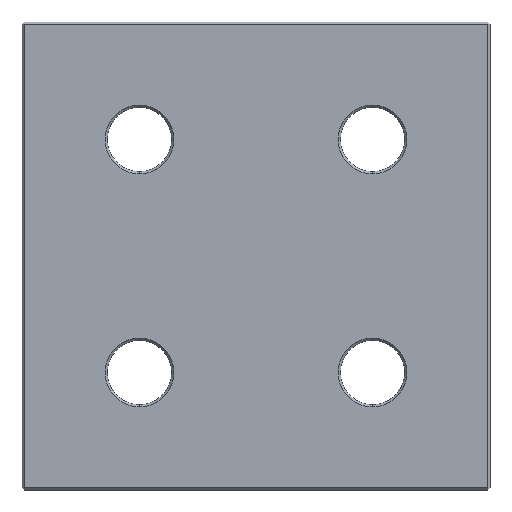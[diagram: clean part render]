
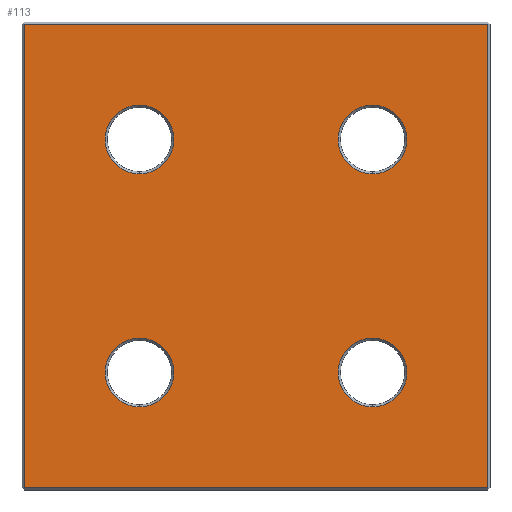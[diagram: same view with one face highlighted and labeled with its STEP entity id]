
A CAD part, front view. The second image highlights one B-rep face of the part: STEP entity #113.
In plain terms, the highlighted planar face has unit normal (0, -1, 0).
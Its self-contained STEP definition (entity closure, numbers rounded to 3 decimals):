
#9 = CIRCLE ( 'NONE', #304, 3.75 ) ;
#23 = VERTEX_POINT ( 'NONE', #931 ) ;
#26 = CIRCLE ( 'NONE', #892, 3.75 ) ;
#32 = CARTESIAN_POINT ( 'NONE',  ( 12.7, 0., -12.7 ) ) ;
#33 = EDGE_CURVE ( 'NONE', #359, #1110, #1136, .T. ) ;
#58 = CARTESIAN_POINT ( 'NONE',  ( -12.7, 0., 12.7 ) ) ;
#68 = EDGE_CURVE ( 'NONE', #351, #1106, #26, .T. ) ;
#78 = AXIS2_PLACEMENT_3D ( 'NONE', #32, #1204, #273 ) ;
#93 = DIRECTION ( 'NONE',  ( 0., 1., 0. ) ) ;
#104 = VERTEX_POINT ( 'NONE', #1362 ) ;
#111 = CARTESIAN_POINT ( 'NONE',  ( -25.25, 0., 25.5 ) ) ;
#113 = ADVANCED_FACE ( 'NONE', ( #737, #761, #1051, #214, #545 ), #558, .F. ) ;
#149 = EDGE_CURVE ( 'NONE', #1144, #1184, #1168, .T. ) ;
#166 = CIRCLE ( 'NONE', #537, 3.75 ) ;
#185 = ORIENTED_EDGE ( 'NONE', *, *, #603, .T. ) ;
#214 = FACE_BOUND ( 'NONE', #783, .T. ) ;
#216 = CIRCLE ( 'NONE', #984, 3.75 ) ;
#220 = EDGE_CURVE ( 'NONE', #866, #988, #845, .T. ) ;
#221 = CARTESIAN_POINT ( 'NONE',  ( -25.5, 0., 25.5 ) ) ;
#230 = CARTESIAN_POINT ( 'NONE',  ( 25.25, 0., -25.25 ) ) ;
#233 = DIRECTION ( 'NONE',  ( -1., 0., 0. ) ) ;
#273 = DIRECTION ( 'NONE',  ( 0., 0., 1. ) ) ;
#274 = EDGE_LOOP ( 'NONE', ( #185, #516 ) ) ;
#295 = EDGE_CURVE ( 'NONE', #988, #1144, #390, .T. ) ;
#304 = AXIS2_PLACEMENT_3D ( 'NONE', #902, #375, #608 ) ;
#311 = CARTESIAN_POINT ( 'NONE',  ( -12.7, 0., 8.95 ) ) ;
#329 = CARTESIAN_POINT ( 'NONE',  ( 12.7, 0., 12.7 ) ) ;
#335 = ORIENTED_EDGE ( 'NONE', *, *, #33, .T. ) ;
#351 = VERTEX_POINT ( 'NONE', #740 ) ;
#357 = ORIENTED_EDGE ( 'NONE', *, *, #295, .T. ) ;
#359 = VERTEX_POINT ( 'NONE', #311 ) ;
#375 = DIRECTION ( 'NONE',  ( 0., 1., 0. ) ) ;
#390 = LINE ( 'NONE', #689, #830 ) ;
#400 = DIRECTION ( 'NONE',  ( 0., 1., 0. ) ) ;
#406 = DIRECTION ( 'NONE',  ( 0., 0., 1. ) ) ;
#425 = ORIENTED_EDGE ( 'NONE', *, *, #1315, .T. ) ;
#440 = AXIS2_PLACEMENT_3D ( 'NONE', #329, #1067, #1072 ) ;
#460 = EDGE_LOOP ( 'NONE', ( #335, #425 ) ) ;
#469 = EDGE_CURVE ( 'NONE', #1184, #866, #655, .T. ) ;
#472 = CARTESIAN_POINT ( 'NONE',  ( -25.5, 0., -25.25 ) ) ;
#490 = DIRECTION ( 'NONE',  ( 0., 0., 1. ) ) ;
#516 = ORIENTED_EDGE ( 'NONE', *, *, #633, .T. ) ;
#535 = AXIS2_PLACEMENT_3D ( 'NONE', #58, #1109, #490 ) ;
#537 = AXIS2_PLACEMENT_3D ( 'NONE', #860, #1281, #663 ) ;
#545 = FACE_OUTER_BOUND ( 'NONE', #607, .T. ) ;
#558 = PLANE ( 'NONE',  #1223 ) ;
#570 = CARTESIAN_POINT ( 'NONE',  ( 12.7, 0., -8.95 ) ) ;
#603 = EDGE_CURVE ( 'NONE', #104, #23, #166, .T. ) ;
#607 = EDGE_LOOP ( 'NONE', ( #1205, #765, #357, #927 ) ) ;
#608 = DIRECTION ( 'NONE',  ( 0., 0., 1. ) ) ;
#633 = EDGE_CURVE ( 'NONE', #23, #104, #9, .T. ) ;
#642 = ORIENTED_EDGE ( 'NONE', *, *, #68, .T. ) ;
#655 = LINE ( 'NONE', #111, #787 ) ;
#663 = DIRECTION ( 'NONE',  ( 0., 0., 1. ) ) ;
#689 = CARTESIAN_POINT ( 'NONE',  ( 25.25, 0., 25.5 ) ) ;
#710 = CARTESIAN_POINT ( 'NONE',  ( -12.7, 0., 12.7 ) ) ;
#737 = FACE_BOUND ( 'NONE', #460, .T. ) ;
#740 = CARTESIAN_POINT ( 'NONE',  ( 12.7, 0., 8.95 ) ) ;
#761 = FACE_BOUND ( 'NONE', #274, .T. ) ;
#765 = ORIENTED_EDGE ( 'NONE', *, *, #220, .T. ) ;
#767 = CIRCLE ( 'NONE', #535, 3.75 ) ;
#771 = ORIENTED_EDGE ( 'NONE', *, *, #1088, .T. ) ;
#783 = EDGE_LOOP ( 'NONE', ( #642, #1058 ) ) ;
#787 = VECTOR ( 'NONE', #1152, 1000. ) ;
#805 = CARTESIAN_POINT ( 'NONE',  ( -25.25, 0., 25.25 ) ) ;
#806 = VECTOR ( 'NONE', #233, 1000. ) ;
#828 = CIRCLE ( 'NONE', #78, 3.75 ) ;
#830 = VECTOR ( 'NONE', #1011, 1000. ) ;
#843 = ORIENTED_EDGE ( 'NONE', *, *, #898, .T. ) ;
#845 = LINE ( 'NONE', #472, #982 ) ;
#860 = CARTESIAN_POINT ( 'NONE',  ( -12.7, 0., -12.7 ) ) ;
#863 = DIRECTION ( 'NONE',  ( 1., 0., 0. ) ) ;
#866 = VERTEX_POINT ( 'NONE', #941 ) ;
#889 = EDGE_CURVE ( 'NONE', #1106, #351, #1295, .T. ) ;
#892 = AXIS2_PLACEMENT_3D ( 'NONE', #1353, #93, #406 ) ;
#898 = EDGE_CURVE ( 'NONE', #923, #934, #216, .T. ) ;
#902 = CARTESIAN_POINT ( 'NONE',  ( -12.7, 0., -12.7 ) ) ;
#923 = VERTEX_POINT ( 'NONE', #570 ) ;
#927 = ORIENTED_EDGE ( 'NONE', *, *, #149, .T. ) ;
#931 = CARTESIAN_POINT ( 'NONE',  ( -12.7, 0., -8.95 ) ) ;
#934 = VERTEX_POINT ( 'NONE', #960 ) ;
#936 = DIRECTION ( 'NONE',  ( 0., 0., 1. ) ) ;
#941 = CARTESIAN_POINT ( 'NONE',  ( -25.25, 0., -25.25 ) ) ;
#958 = DIRECTION ( 'NONE',  ( 0., 1., 0. ) ) ;
#960 = CARTESIAN_POINT ( 'NONE',  ( 12.7, 0., -16.45 ) ) ;
#982 = VECTOR ( 'NONE', #863, 1000. ) ;
#984 = AXIS2_PLACEMENT_3D ( 'NONE', #1271, #1181, #1080 ) ;
#988 = VERTEX_POINT ( 'NONE', #230 ) ;
#1011 = DIRECTION ( 'NONE',  ( 0., 0., 1. ) ) ;
#1051 = FACE_BOUND ( 'NONE', #1089, .T. ) ;
#1058 = ORIENTED_EDGE ( 'NONE', *, *, #889, .T. ) ;
#1067 = DIRECTION ( 'NONE',  ( 0., 1., 0. ) ) ;
#1070 = DIRECTION ( 'NONE',  ( 1., 0., 0. ) ) ;
#1072 = DIRECTION ( 'NONE',  ( 0., 0., 1. ) ) ;
#1080 = DIRECTION ( 'NONE',  ( 0., 0., 1. ) ) ;
#1088 = EDGE_CURVE ( 'NONE', #934, #923, #828, .T. ) ;
#1089 = EDGE_LOOP ( 'NONE', ( #771, #843 ) ) ;
#1090 = CARTESIAN_POINT ( 'NONE',  ( -12.7, 0., 16.45 ) ) ;
#1106 = VERTEX_POINT ( 'NONE', #1227 ) ;
#1109 = DIRECTION ( 'NONE',  ( 0., 1., 0. ) ) ;
#1110 = VERTEX_POINT ( 'NONE', #1090 ) ;
#1136 = CIRCLE ( 'NONE', #1361, 3.75 ) ;
#1144 = VERTEX_POINT ( 'NONE', #1215 ) ;
#1152 = DIRECTION ( 'NONE',  ( 0., 0., -1. ) ) ;
#1168 = LINE ( 'NONE', #1259, #806 ) ;
#1181 = DIRECTION ( 'NONE',  ( 0., 1., 0. ) ) ;
#1184 = VERTEX_POINT ( 'NONE', #805 ) ;
#1204 = DIRECTION ( 'NONE',  ( 0., 1., 0. ) ) ;
#1205 = ORIENTED_EDGE ( 'NONE', *, *, #469, .T. ) ;
#1215 = CARTESIAN_POINT ( 'NONE',  ( 25.25, 0., 25.25 ) ) ;
#1223 = AXIS2_PLACEMENT_3D ( 'NONE', #221, #958, #1070 ) ;
#1227 = CARTESIAN_POINT ( 'NONE',  ( 12.7, 0., 16.45 ) ) ;
#1259 = CARTESIAN_POINT ( 'NONE',  ( -25.5, 0., 25.25 ) ) ;
#1271 = CARTESIAN_POINT ( 'NONE',  ( 12.7, 0., -12.7 ) ) ;
#1281 = DIRECTION ( 'NONE',  ( 0., 1., 0. ) ) ;
#1295 = CIRCLE ( 'NONE', #440, 3.75 ) ;
#1315 = EDGE_CURVE ( 'NONE', #1110, #359, #767, .T. ) ;
#1353 = CARTESIAN_POINT ( 'NONE',  ( 12.7, 0., 12.7 ) ) ;
#1361 = AXIS2_PLACEMENT_3D ( 'NONE', #710, #400, #936 ) ;
#1362 = CARTESIAN_POINT ( 'NONE',  ( -12.7, 0., -16.45 ) ) ;
